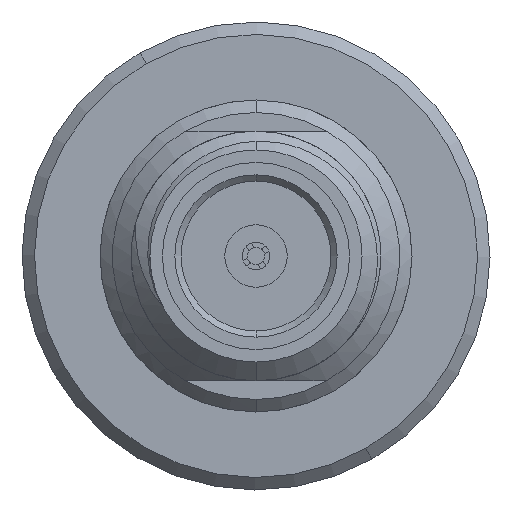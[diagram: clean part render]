
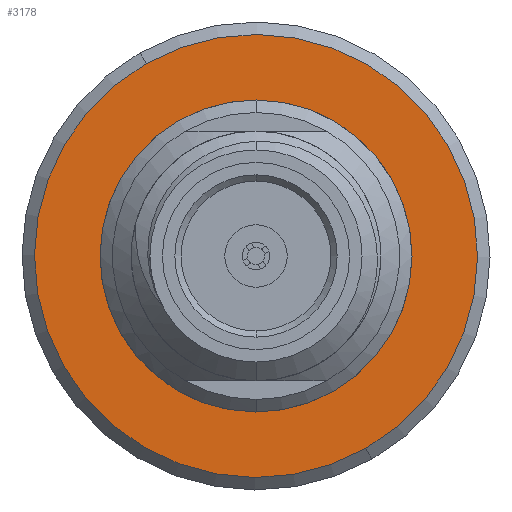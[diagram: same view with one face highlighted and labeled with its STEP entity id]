
A CAD part, front view. The second image highlights one B-rep face of the part: STEP entity #3178.
In plain terms, the highlighted planar face has unit normal (0, -1, 0).
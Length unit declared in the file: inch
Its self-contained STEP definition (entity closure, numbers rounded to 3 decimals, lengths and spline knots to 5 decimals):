
#52 = DIRECTION ( 'NONE',  ( -0.495, 0., 0.869 ) ) ;
#116 = FACE_BOUND ( 'NONE', #3931, .T. ) ;
#199 = DIRECTION ( 'NONE',  ( 0., -1., 0. ) ) ;
#263 = DIRECTION ( 'NONE',  ( 0., -1., 0. ) ) ;
#362 = CARTESIAN_POINT ( 'NONE',  ( 0.04876, 0.26378, -0.0855 ) ) ;
#427 = CARTESIAN_POINT ( 'NONE',  ( -0.04876, 0.26378, 0.0855 ) ) ;
#453 = CARTESIAN_POINT ( 'NONE',  ( 0.06924, 0.26378, -0.12141 ) ) ;
#594 = ORIENTED_EDGE ( 'NONE', *, *, #2528, .T. ) ;
#960 = AXIS2_PLACEMENT_3D ( 'NONE', #2333, #263, #3943 ) ;
#1085 = EDGE_LOOP ( 'NONE', ( #594, #2220 ) ) ;
#1180 = CIRCLE ( 'NONE', #2480, 0.13976 ) ;
#1217 = VERTEX_POINT ( 'NONE', #362 ) ;
#1220 = DIRECTION ( 'NONE',  ( -0.869, 0., -0.495 ) ) ;
#1322 = AXIS2_PLACEMENT_3D ( 'NONE', #2957, #199, #1220 ) ;
#1593 = CIRCLE ( 'NONE', #2684, 0.13976 ) ;
#1624 = VERTEX_POINT ( 'NONE', #3800 ) ;
#1768 = CARTESIAN_POINT ( 'NONE',  ( 0., 0.26378, 0. ) ) ;
#1785 = EDGE_CURVE ( 'NONE', #1217, #3435, #1866, .T. ) ;
#1838 = CIRCLE ( 'NONE', #960, 0.09843 ) ;
#1866 = CIRCLE ( 'NONE', #4410, 0.09843 ) ;
#2220 = ORIENTED_EDGE ( 'NONE', *, *, #4401, .T. ) ;
#2333 = CARTESIAN_POINT ( 'NONE',  ( 0., 0.26378, 0. ) ) ;
#2480 = AXIS2_PLACEMENT_3D ( 'NONE', #3255, #2526, #3953 ) ;
#2526 = DIRECTION ( 'NONE',  ( 0., -1., 0. ) ) ;
#2528 = EDGE_CURVE ( 'NONE', #2851, #1624, #1180, .T. ) ;
#2666 = DIRECTION ( 'NONE',  ( -0.495, 0., 0.869 ) ) ;
#2684 = AXIS2_PLACEMENT_3D ( 'NONE', #1768, #3140, #52 ) ;
#2701 = PLANE ( 'NONE',  #1322 ) ;
#2851 = VERTEX_POINT ( 'NONE', #453 ) ;
#2932 = ORIENTED_EDGE ( 'NONE', *, *, #1785, .F. ) ;
#2957 = CARTESIAN_POINT ( 'NONE',  ( 0., 0.26378, 0. ) ) ;
#2998 = CARTESIAN_POINT ( 'NONE',  ( 0., 0.26378, 0. ) ) ;
#3044 = DIRECTION ( 'NONE',  ( 0., -1., 0. ) ) ;
#3140 = DIRECTION ( 'NONE',  ( 0., -1., 0. ) ) ;
#3178 = ADVANCED_FACE ( 'NONE', ( #116, #3964 ), #2701, .T. ) ;
#3185 = EDGE_CURVE ( 'NONE', #3435, #1217, #1838, .T. ) ;
#3255 = CARTESIAN_POINT ( 'NONE',  ( 0., 0.26378, 0. ) ) ;
#3435 = VERTEX_POINT ( 'NONE', #427 ) ;
#3800 = CARTESIAN_POINT ( 'NONE',  ( -0.06924, 0.26378, 0.12141 ) ) ;
#3931 = EDGE_LOOP ( 'NONE', ( #4123, #2932 ) ) ;
#3943 = DIRECTION ( 'NONE',  ( -0.495, 0., 0.869 ) ) ;
#3953 = DIRECTION ( 'NONE',  ( -0.495, 0., 0.869 ) ) ;
#3964 = FACE_OUTER_BOUND ( 'NONE', #1085, .T. ) ;
#4123 = ORIENTED_EDGE ( 'NONE', *, *, #3185, .F. ) ;
#4401 = EDGE_CURVE ( 'NONE', #1624, #2851, #1593, .T. ) ;
#4410 = AXIS2_PLACEMENT_3D ( 'NONE', #2998, #3044, #2666 ) ;
